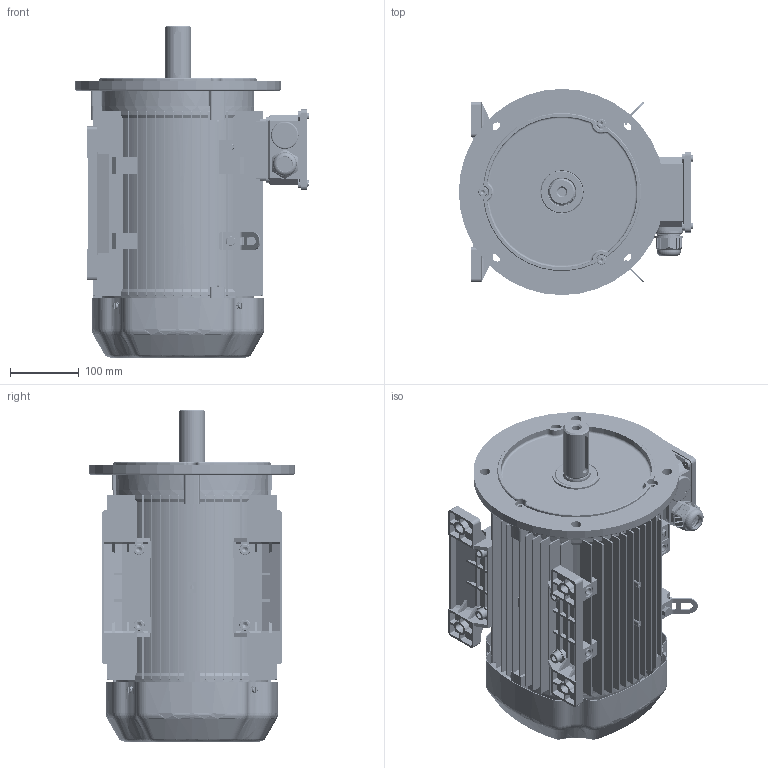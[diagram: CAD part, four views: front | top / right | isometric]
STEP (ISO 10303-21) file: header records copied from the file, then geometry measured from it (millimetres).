
FILE_DESCRIPTION(/* description */ (''),/* implementation_level */ '2;1');
FILE_NAME(/* name */ 'JL3-132M-B35.stp',/* time_stamp */ '2016-06-20T08:24:46+08:00',/* author */ (''),/* organization */ (''),/* preprocessor_version */ 'ST-DEVELOPER v15',/* originating_system */ 'SIEMENS PLM Software NX 8.5',/* authorisation */ '');
FILE_SCHEMA (('AUTOMOTIVE_DESIGN { 1 0 10303 214 3 1 1 1 }'));
Products named in the file (1): pc0FF859601n94
Bounding box: 341 x 300 x 482.99 mm (x, y, z)
Volume: 3896896.7 mm3; surface area: 1896161.4 mm2
Topology: 59 solids, 59 shells, 5374 faces, 15051 edges, 9930 vertices
Faces by surface type: plane 2777, cylinder 1836, bspline 304, torus 249, cone 206, sphere 2
Full cylindrical faces by diameter (mm): 2 x4, 4.2 x4, 4.48 x9, 4.8 x10, 5 x33, 5.3 x5, 5.8 x14, 6 x1, 7.188 x3, 8 x15, 8.58 x2, 9.1 x3, 10 x27, 10.715 x4, 11 x6, 12 x13, 13 x7, 14.785 x2, 15 x4, 16 x11, 17 x4, 17.785 x4, 18 x12, 22 x1, 26 x4, 27.2 x1, 28.2 x3, 30 x10, 31 x6, 32 x18
Entity records: 223237 total; most frequent: CARTESIAN_POINT 84530, ORIENTED_EDGE 28632, DIRECTION 26487, EDGE_CURVE 14316, VERTEX_POINT 9633, AXIS2_PLACEMENT_3D 9272, LINE 7943, VECTOR 7943
